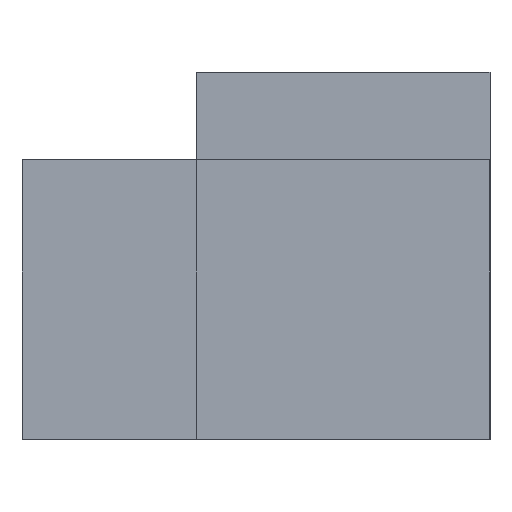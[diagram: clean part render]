
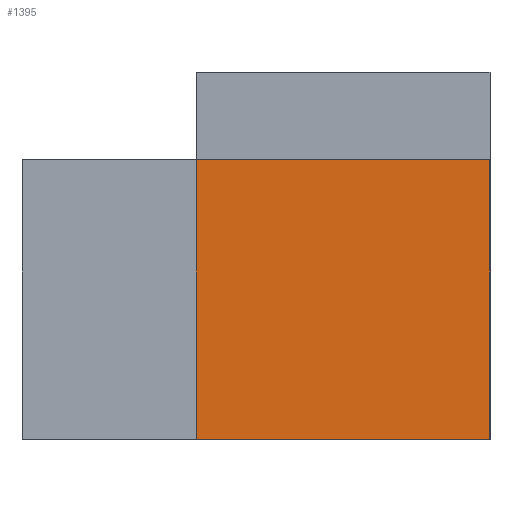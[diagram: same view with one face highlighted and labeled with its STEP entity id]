
A CAD part, left-side view. The second image highlights one B-rep face of the part: STEP entity #1395.
In plain terms, the highlighted planar face has unit normal (-1, 0, 0).
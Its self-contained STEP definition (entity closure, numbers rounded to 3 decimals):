
#1395 = ADVANCED_FACE ( 'NONE', ( #19364 ), #20749, .F. ) ;
#3043 = CARTESIAN_POINT ( 'NONE',  ( -5.27, 0., 1.525 ) ) ;
#5431 = DIRECTION ( 'NONE',  ( 0., 0., 1. ) ) ;
#5627 = VECTOR ( 'NONE', #6120, 1000. ) ;
#6049 = AXIS2_PLACEMENT_3D ( 'NONE', #17268, #8448, #6733 ) ;
#6120 = DIRECTION ( 'NONE',  ( 0., -1., 0. ) ) ;
#6447 = CARTESIAN_POINT ( 'NONE',  ( -5.27, 3.2, -1.525 ) ) ;
#6733 = DIRECTION ( 'NONE',  ( 0., 0., -1. ) ) ;
#7100 = VERTEX_POINT ( 'NONE', #21423 ) ;
#7125 = ORIENTED_EDGE ( 'NONE', *, *, #14783, .T. ) ;
#7151 = VERTEX_POINT ( 'NONE', #17844 ) ;
#7940 = DIRECTION ( 'NONE',  ( 0., -1., 0. ) ) ;
#8448 = DIRECTION ( 'NONE',  ( 1., 0., 0. ) ) ;
#8581 = CARTESIAN_POINT ( 'NONE',  ( -5.27, 0., 1.525 ) ) ;
#9004 = CARTESIAN_POINT ( 'NONE',  ( -5.27, 3.2, 1.525 ) ) ;
#9148 = VECTOR ( 'NONE', #5431, 1000. ) ;
#10066 = VERTEX_POINT ( 'NONE', #21562 ) ;
#10076 = VECTOR ( 'NONE', #7940, 1000. ) ;
#10079 = LINE ( 'NONE', #8581, #13202 ) ;
#11833 = DIRECTION ( 'NONE',  ( 0., 0., 1. ) ) ;
#11842 = ORIENTED_EDGE ( 'NONE', *, *, #15284, .F. ) ;
#12361 = ORIENTED_EDGE ( 'NONE', *, *, #13875, .T. ) ;
#13202 = VECTOR ( 'NONE', #11833, 1000. ) ;
#13875 = EDGE_CURVE ( 'NONE', #10066, #7151, #15146, .T. ) ;
#14711 = LINE ( 'NONE', #18295, #5627 ) ;
#14783 = EDGE_CURVE ( 'NONE', #7151, #19701, #10079, .T. ) ;
#15146 = LINE ( 'NONE', #6447, #10076 ) ;
#15284 = EDGE_CURVE ( 'NONE', #10066, #7100, #17591, .T. ) ;
#15562 = EDGE_LOOP ( 'NONE', ( #7125, #19985, #11842, #12361 ) ) ;
#17268 = CARTESIAN_POINT ( 'NONE',  ( -5.27, 3.2, 1.525 ) ) ;
#17591 = LINE ( 'NONE', #9004, #9148 ) ;
#17844 = CARTESIAN_POINT ( 'NONE',  ( -5.27, 0., -1.525 ) ) ;
#18295 = CARTESIAN_POINT ( 'NONE',  ( -5.27, 3.2, 1.525 ) ) ;
#19364 = FACE_OUTER_BOUND ( 'NONE', #15562, .T. ) ;
#19701 = VERTEX_POINT ( 'NONE', #3043 ) ;
#19985 = ORIENTED_EDGE ( 'NONE', *, *, #22389, .F. ) ;
#20749 = PLANE ( 'NONE',  #6049 ) ;
#21423 = CARTESIAN_POINT ( 'NONE',  ( -5.27, 3.2, 1.525 ) ) ;
#21562 = CARTESIAN_POINT ( 'NONE',  ( -5.27, 3.2, -1.525 ) ) ;
#22389 = EDGE_CURVE ( 'NONE', #7100, #19701, #14711, .T. ) ;
